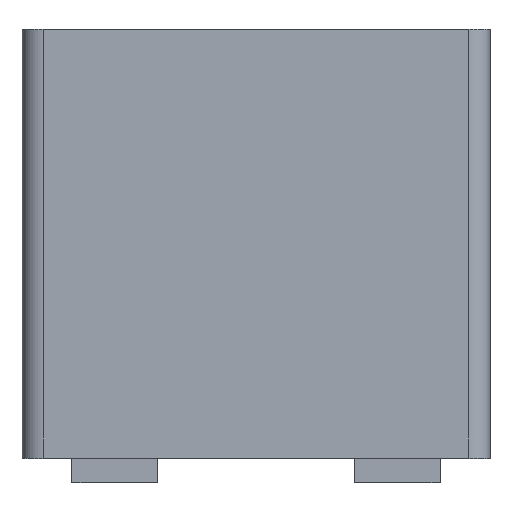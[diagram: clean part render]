
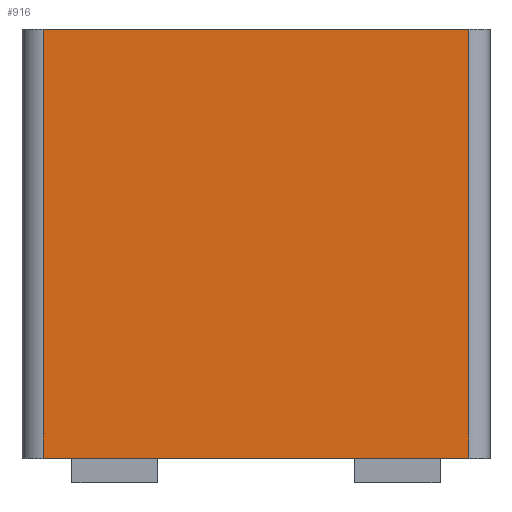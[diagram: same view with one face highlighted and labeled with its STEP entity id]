
A CAD part, top view. The second image highlights one B-rep face of the part: STEP entity #916.
In plain terms, the highlighted planar face has unit normal (0, 0, 1).
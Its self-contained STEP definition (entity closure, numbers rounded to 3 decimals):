
#30 = LINE ( 'NONE', #164, #1680 ) ;
#45 = VECTOR ( 'NONE', #1149, 1000. ) ;
#83 = ORIENTED_EDGE ( 'NONE', *, *, #1388, .F. ) ;
#141 = VERTEX_POINT ( 'NONE', #553 ) ;
#162 = CARTESIAN_POINT ( 'NONE',  ( 2.49, 0., 2.84 ) ) ;
#164 = CARTESIAN_POINT ( 'NONE',  ( -2.49, 5.02, 2.84 ) ) ;
#195 = EDGE_LOOP ( 'NONE', ( #363, #83, #1726, #233 ) ) ;
#196 = EDGE_CURVE ( 'NONE', #213, #141, #353, .T. ) ;
#213 = VERTEX_POINT ( 'NONE', #162 ) ;
#233 = ORIENTED_EDGE ( 'NONE', *, *, #196, .F. ) ;
#234 = CARTESIAN_POINT ( 'NONE',  ( 2.49, 5.02, 2.84 ) ) ;
#353 = LINE ( 'NONE', #590, #45 ) ;
#363 = ORIENTED_EDGE ( 'NONE', *, *, #566, .F. ) ;
#388 = DIRECTION ( 'NONE',  ( 1., 0., 0. ) ) ;
#418 = EDGE_CURVE ( 'NONE', #141, #1361, #30, .T. ) ;
#535 = DIRECTION ( 'NONE',  ( 0., -1., 0. ) ) ;
#553 = CARTESIAN_POINT ( 'NONE',  ( -2.49, 0., 2.84 ) ) ;
#566 = EDGE_CURVE ( 'NONE', #926, #213, #1797, .T. ) ;
#590 = CARTESIAN_POINT ( 'NONE',  ( -2.74, 0., 2.84 ) ) ;
#909 = CARTESIAN_POINT ( 'NONE',  ( -2.74, 5.02, 2.84 ) ) ;
#915 = LINE ( 'NONE', #943, #1147 ) ;
#916 = ADVANCED_FACE ( 'NONE', ( #1363 ), #1805, .F. ) ;
#926 = VERTEX_POINT ( 'NONE', #234 ) ;
#943 = CARTESIAN_POINT ( 'NONE',  ( 0., 5.02, 2.84 ) ) ;
#1005 = DIRECTION ( 'NONE',  ( 0., 1., 0. ) ) ;
#1054 = CARTESIAN_POINT ( 'NONE',  ( 2.49, 5.02, 2.84 ) ) ;
#1115 = VECTOR ( 'NONE', #535, 1000. ) ;
#1133 = CARTESIAN_POINT ( 'NONE',  ( -2.49, 5.02, 2.84 ) ) ;
#1147 = VECTOR ( 'NONE', #388, 1000. ) ;
#1149 = DIRECTION ( 'NONE',  ( -1., 0., 0. ) ) ;
#1208 = AXIS2_PLACEMENT_3D ( 'NONE', #909, #1494, #1778 ) ;
#1361 = VERTEX_POINT ( 'NONE', #1133 ) ;
#1363 = FACE_OUTER_BOUND ( 'NONE', #195, .T. ) ;
#1388 = EDGE_CURVE ( 'NONE', #1361, #926, #915, .T. ) ;
#1494 = DIRECTION ( 'NONE',  ( 0., 0., -1. ) ) ;
#1680 = VECTOR ( 'NONE', #1005, 1000. ) ;
#1726 = ORIENTED_EDGE ( 'NONE', *, *, #418, .F. ) ;
#1778 = DIRECTION ( 'NONE',  ( -1., 0., 0. ) ) ;
#1797 = LINE ( 'NONE', #1054, #1115 ) ;
#1805 = PLANE ( 'NONE',  #1208 ) ;
